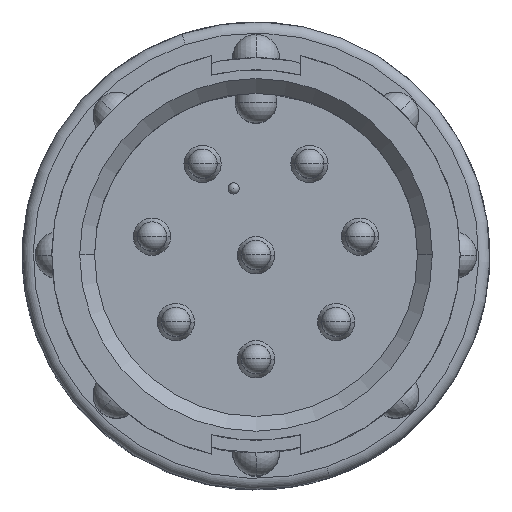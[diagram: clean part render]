
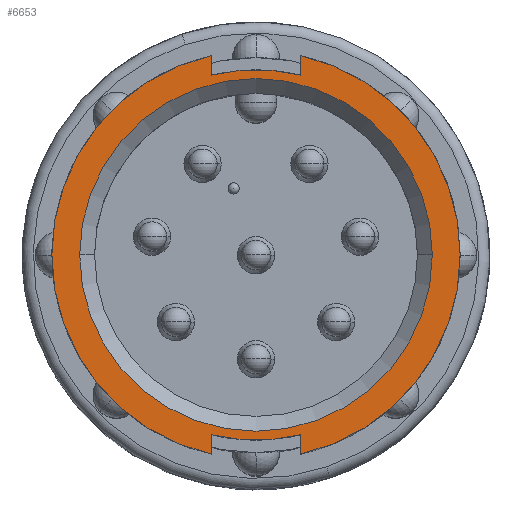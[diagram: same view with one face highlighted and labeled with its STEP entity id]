
A CAD part, top view. The second image highlights one B-rep face of the part: STEP entity #6653.
In plain terms, the highlighted planar face has unit normal (0, 0, 1).
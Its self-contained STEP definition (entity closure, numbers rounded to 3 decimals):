
#2 = CARTESIAN_POINT ( 'NONE',  ( 0., 0., 0. ) ) ;
#20 = ORIENTED_EDGE ( 'NONE', *, *, #4791, .F. ) ;
#81 = CARTESIAN_POINT ( 'NONE',  ( -1.524, 6.151, 0. ) ) ;
#180 = EDGE_CURVE ( 'NONE', #11622, #1385, #15253, .T. ) ;
#560 = VECTOR ( 'NONE', #3640, 1000. ) ;
#677 = EDGE_LOOP ( 'NONE', ( #7995, #14644, #7861, #850, #2533, #1907, #12641, #8619, #13346 ) ) ;
#775 = CARTESIAN_POINT ( 'NONE',  ( 1.524, -6.817, 0. ) ) ;
#850 = ORIENTED_EDGE ( 'NONE', *, *, #180, .F. ) ;
#881 = EDGE_CURVE ( 'NONE', #2431, #12591, #5482, .T. ) ;
#977 = CIRCLE ( 'NONE', #6132, 6.985 ) ;
#1151 = CARTESIAN_POINT ( 'NONE',  ( 0., 0., 0. ) ) ;
#1385 = VERTEX_POINT ( 'NONE', #2423 ) ;
#1496 = EDGE_CURVE ( 'NONE', #2064, #1913, #977, .T. ) ;
#1664 = CIRCLE ( 'NONE', #15483, 6.032 ) ;
#1727 = CARTESIAN_POINT ( 'NONE',  ( 0., 0., 0. ) ) ;
#1907 = ORIENTED_EDGE ( 'NONE', *, *, #12614, .F. ) ;
#1913 = VERTEX_POINT ( 'NONE', #8262 ) ;
#2064 = VERTEX_POINT ( 'NONE', #4857 ) ;
#2288 = DIRECTION ( 'NONE',  ( 0., 0., 1. ) ) ;
#2361 = EDGE_LOOP ( 'NONE', ( #20, #11294 ) ) ;
#2378 = CARTESIAN_POINT ( 'NONE',  ( 1.524, -6.151, 0. ) ) ;
#2423 = CARTESIAN_POINT ( 'NONE',  ( -1.524, -6.817, 0. ) ) ;
#2431 = VERTEX_POINT ( 'NONE', #15977 ) ;
#2435 = EDGE_CURVE ( 'NONE', #2431, #1385, #2607, .T. ) ;
#2469 = VERTEX_POINT ( 'NONE', #7000 ) ;
#2531 = LINE ( 'NONE', #8754, #560 ) ;
#2533 = ORIENTED_EDGE ( 'NONE', *, *, #12598, .F. ) ;
#2607 = CIRCLE ( 'NONE', #6407, 6.985 ) ;
#2692 = VECTOR ( 'NONE', #11097, 1000. ) ;
#2767 = FACE_OUTER_BOUND ( 'NONE', #677, .T. ) ;
#3640 = DIRECTION ( 'NONE',  ( 0., 1., 0. ) ) ;
#4113 = DIRECTION ( 'NONE',  ( 0., -1., 0. ) ) ;
#4457 = DIRECTION ( 'NONE',  ( 1., 0., 0. ) ) ;
#4658 = VERTEX_POINT ( 'NONE', #9090 ) ;
#4664 = DIRECTION ( 'NONE',  ( 0., -1., 0. ) ) ;
#4791 = EDGE_CURVE ( 'NONE', #4658, #2469, #9948, .T. ) ;
#4857 = CARTESIAN_POINT ( 'NONE',  ( 6.985, 0., 0. ) ) ;
#4918 = AXIS2_PLACEMENT_3D ( 'NONE', #8129, #6584, #7958 ) ;
#4919 = CARTESIAN_POINT ( 'NONE',  ( -1.524, -6.151, 0. ) ) ;
#5482 = LINE ( 'NONE', #10753, #15054 ) ;
#5817 = DIRECTION ( 'NONE',  ( 0., 0., 1. ) ) ;
#6132 = AXIS2_PLACEMENT_3D ( 'NONE', #1151, #11533, #4457 ) ;
#6271 = DIRECTION ( 'NONE',  ( 0., 0., -1. ) ) ;
#6407 = AXIS2_PLACEMENT_3D ( 'NONE', #11177, #5817, #8289 ) ;
#6501 = PLANE ( 'NONE',  #4918 ) ;
#6584 = DIRECTION ( 'NONE',  ( 0., 0., -1. ) ) ;
#6653 = ADVANCED_FACE ( 'NONE', ( #14253, #2767 ), #6501, .F. ) ;
#6980 = VERTEX_POINT ( 'NONE', #775 ) ;
#7000 = CARTESIAN_POINT ( 'NONE',  ( -6.032, 0., 0. ) ) ;
#7797 = DIRECTION ( 'NONE',  ( 1., 0., 0. ) ) ;
#7861 = ORIENTED_EDGE ( 'NONE', *, *, #2435, .T. ) ;
#7958 = DIRECTION ( 'NONE',  ( -1., 0., 0. ) ) ;
#7995 = ORIENTED_EDGE ( 'NONE', *, *, #8033, .F. ) ;
#8033 = EDGE_CURVE ( 'NONE', #12591, #12810, #14131, .T. ) ;
#8129 = CARTESIAN_POINT ( 'NONE',  ( 0., 6.032, 0. ) ) ;
#8262 = CARTESIAN_POINT ( 'NONE',  ( 1.524, 6.817, 0. ) ) ;
#8289 = DIRECTION ( 'NONE',  ( 1., 0., 0. ) ) ;
#8305 = AXIS2_PLACEMENT_3D ( 'NONE', #2, #15347, #12738 ) ;
#8532 = DIRECTION ( 'NONE',  ( 1., 0., 0. ) ) ;
#8619 = ORIENTED_EDGE ( 'NONE', *, *, #1496, .T. ) ;
#8754 = CARTESIAN_POINT ( 'NONE',  ( 1.524, -6.151, 0. ) ) ;
#8926 = CARTESIAN_POINT ( 'NONE',  ( -1.524, -6.151, 0. ) ) ;
#9090 = CARTESIAN_POINT ( 'NONE',  ( 6.032, 0., 0. ) ) ;
#9112 = CARTESIAN_POINT ( 'NONE',  ( 0., 0., 0. ) ) ;
#9363 = DIRECTION ( 'NONE',  ( 1., 0., 0. ) ) ;
#9514 = AXIS2_PLACEMENT_3D ( 'NONE', #1727, #14970, #8532 ) ;
#9948 = CIRCLE ( 'NONE', #8305, 6.032 ) ;
#10029 = CARTESIAN_POINT ( 'NONE',  ( 0., 0., 0. ) ) ;
#10638 = DIRECTION ( 'NONE',  ( 0., 0., 1. ) ) ;
#10724 = VECTOR ( 'NONE', #4664, 1000. ) ;
#10753 = CARTESIAN_POINT ( 'NONE',  ( -1.524, 6.817, 0. ) ) ;
#11013 = LINE ( 'NONE', #16404, #2692 ) ;
#11097 = DIRECTION ( 'NONE',  ( 0., 1., 0. ) ) ;
#11177 = CARTESIAN_POINT ( 'NONE',  ( 0., 0., 0. ) ) ;
#11294 = ORIENTED_EDGE ( 'NONE', *, *, #12653, .F. ) ;
#11533 = DIRECTION ( 'NONE',  ( 0., 0., 1. ) ) ;
#11622 = VERTEX_POINT ( 'NONE', #8926 ) ;
#12591 = VERTEX_POINT ( 'NONE', #81 ) ;
#12598 = EDGE_CURVE ( 'NONE', #15720, #11622, #14927, .T. ) ;
#12614 = EDGE_CURVE ( 'NONE', #6980, #15720, #2531, .T. ) ;
#12641 = ORIENTED_EDGE ( 'NONE', *, *, #13830, .T. ) ;
#12653 = EDGE_CURVE ( 'NONE', #2469, #4658, #1664, .T. ) ;
#12738 = DIRECTION ( 'NONE',  ( 1., 0., 0. ) ) ;
#12810 = VERTEX_POINT ( 'NONE', #14897 ) ;
#13036 = AXIS2_PLACEMENT_3D ( 'NONE', #10029, #6271, #7797 ) ;
#13346 = ORIENTED_EDGE ( 'NONE', *, *, #15218, .F. ) ;
#13830 = EDGE_CURVE ( 'NONE', #6980, #2064, #16620, .T. ) ;
#14020 = DIRECTION ( 'NONE',  ( 1., 0., 0. ) ) ;
#14131 = CIRCLE ( 'NONE', #9514, 6.337 ) ;
#14253 = FACE_BOUND ( 'NONE', #2361, .T. ) ;
#14644 = ORIENTED_EDGE ( 'NONE', *, *, #881, .F. ) ;
#14897 = CARTESIAN_POINT ( 'NONE',  ( 1.524, 6.151, 0. ) ) ;
#14927 = CIRCLE ( 'NONE', #13036, 6.337 ) ;
#14970 = DIRECTION ( 'NONE',  ( 0., 0., -1. ) ) ;
#15054 = VECTOR ( 'NONE', #4113, 1000. ) ;
#15218 = EDGE_CURVE ( 'NONE', #12810, #1913, #11013, .T. ) ;
#15253 = LINE ( 'NONE', #4919, #10724 ) ;
#15268 = AXIS2_PLACEMENT_3D ( 'NONE', #9112, #10638, #9363 ) ;
#15347 = DIRECTION ( 'NONE',  ( 0., 0., 1. ) ) ;
#15433 = CARTESIAN_POINT ( 'NONE',  ( 0., 0., 0. ) ) ;
#15483 = AXIS2_PLACEMENT_3D ( 'NONE', #15433, #2288, #14020 ) ;
#15720 = VERTEX_POINT ( 'NONE', #2378 ) ;
#15977 = CARTESIAN_POINT ( 'NONE',  ( -1.524, 6.817, 0. ) ) ;
#16404 = CARTESIAN_POINT ( 'NONE',  ( 1.524, 6.817, 0. ) ) ;
#16620 = CIRCLE ( 'NONE', #15268, 6.985 ) ;
